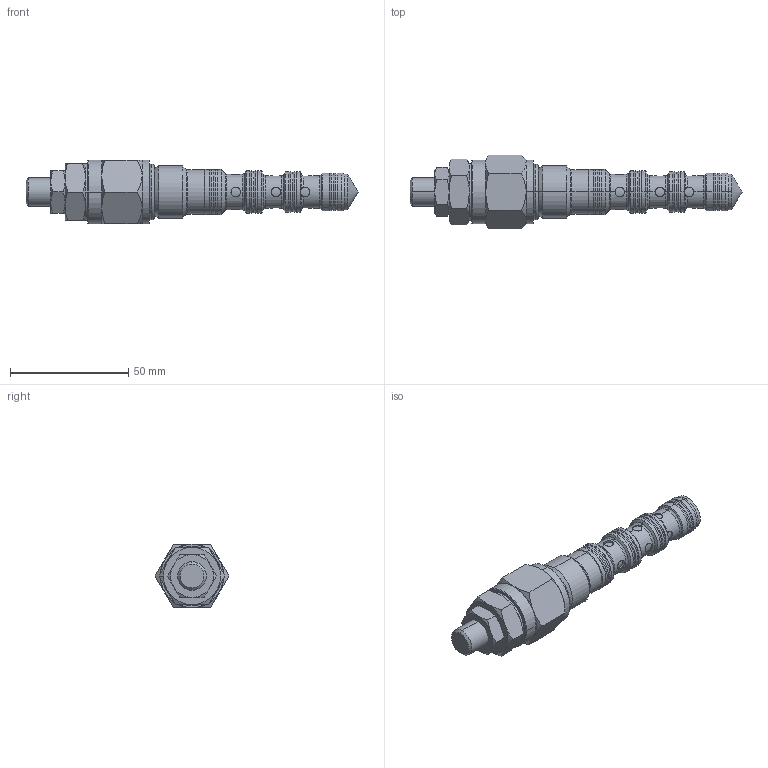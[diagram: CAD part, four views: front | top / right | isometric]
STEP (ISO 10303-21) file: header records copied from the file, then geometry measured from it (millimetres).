
FILE_DESCRIPTION (( 'STEP AP214' ), '1' );
FILE_NAME ('360.022-202-H1_Kunde.STEP', '2017-03-14T08:01:38', ( 'User' ), ( '' ), 'SwSTEP 2.0', 'SolidWorks 2016', '' );
FILE_SCHEMA (( 'AUTOMOTIVE_DESIGN' ));
Length unit declared in the file: millimetre
Products named in the file (1): 360.022-202-H1_Kunde
Bounding box: 140.11 x 31.18 x 27 mm (x, y, z)
Volume: 57234.2 mm3; surface area: 19436.1 mm2
Topology: 11 solids, 11 shells, 312 faces, 654 edges, 380 vertices
Faces by surface type: cone 114, cylinder 105, plane 53, torus 40
Entity records: 9981 total; most frequent: CARTESIAN_POINT 3231, DIRECTION 1429, ORIENTED_EDGE 1304, EDGE_CURVE 652, AXIS2_PLACEMENT_3D 618, VERTEX_POINT 380, EDGE_LOOP 332, FACE_OUTER_BOUND 312
